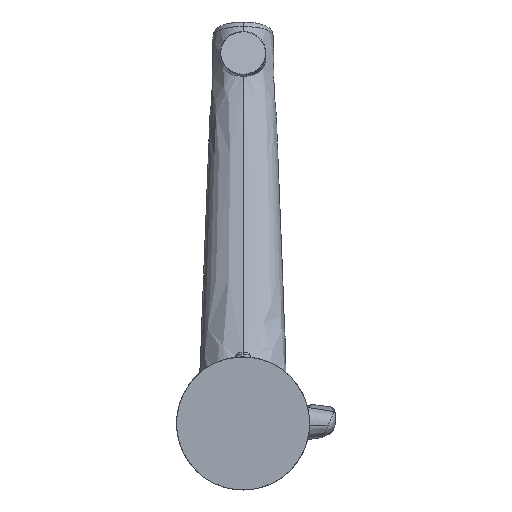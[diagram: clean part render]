
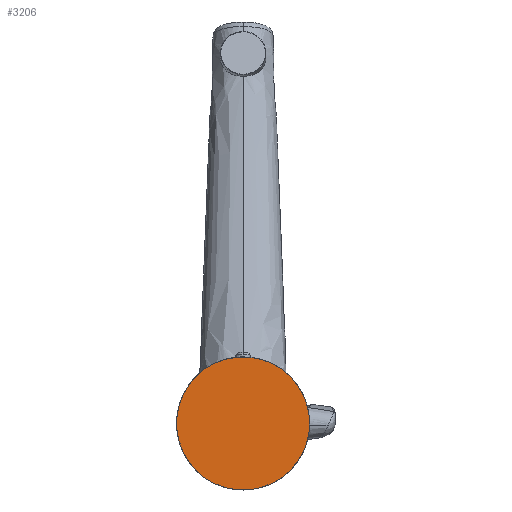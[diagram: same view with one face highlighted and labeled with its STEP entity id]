
A CAD part, front view. The second image highlights one B-rep face of the part: STEP entity #3206.
In plain terms, the highlighted planar face has unit normal (0, -1, 0).
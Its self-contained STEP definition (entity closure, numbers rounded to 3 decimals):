
#536 = EDGE_LOOP ( 'NONE', ( #6618, #3244 ) ) ;
#1401 = DIRECTION ( 'NONE',  ( 0., 1., 0. ) ) ;
#1470 = EDGE_CURVE ( 'NONE', #7949, #5627, #2769, .T. ) ;
#1928 = AXIS2_PLACEMENT_3D ( 'NONE', #5330, #1401, #5980 ) ;
#2769 = CIRCLE ( 'NONE', #3290, 29.875 ) ;
#2860 = DIRECTION ( 'NONE',  ( 0., -1., 0. ) ) ;
#3206 = ADVANCED_FACE ( 'NONE', ( #7266 ), #6814, .T. ) ;
#3244 = ORIENTED_EDGE ( 'NONE', *, *, #8478, .F. ) ;
#3290 = AXIS2_PLACEMENT_3D ( 'NONE', #7376, #4555, #5477 ) ;
#4555 = DIRECTION ( 'NONE',  ( 0., 1., 0. ) ) ;
#5330 = CARTESIAN_POINT ( 'NONE',  ( 0., -121.372, 0.009 ) ) ;
#5477 = DIRECTION ( 'NONE',  ( -0.996, 0., 0.087 ) ) ;
#5489 = CARTESIAN_POINT ( 'NONE',  ( 0., -121.372, 0.009 ) ) ;
#5627 = VERTEX_POINT ( 'NONE', #7378 ) ;
#5670 = AXIS2_PLACEMENT_3D ( 'NONE', #5489, #2860, #7472 ) ;
#5980 = DIRECTION ( 'NONE',  ( -0.996, 0., 0.087 ) ) ;
#6618 = ORIENTED_EDGE ( 'NONE', *, *, #1470, .F. ) ;
#6683 = CIRCLE ( 'NONE', #1928, 29.875 ) ;
#6730 = CARTESIAN_POINT ( 'NONE',  ( -29.761, -121.372, 2.612 ) ) ;
#6814 = PLANE ( 'NONE',  #5670 ) ;
#7266 = FACE_OUTER_BOUND ( 'NONE', #536, .T. ) ;
#7376 = CARTESIAN_POINT ( 'NONE',  ( 0., -121.372, 0.009 ) ) ;
#7378 = CARTESIAN_POINT ( 'NONE',  ( 29.761, -121.372, -2.595 ) ) ;
#7472 = DIRECTION ( 'NONE',  ( 0., 0., 1. ) ) ;
#7949 = VERTEX_POINT ( 'NONE', #6730 ) ;
#8478 = EDGE_CURVE ( 'NONE', #5627, #7949, #6683, .T. ) ;
